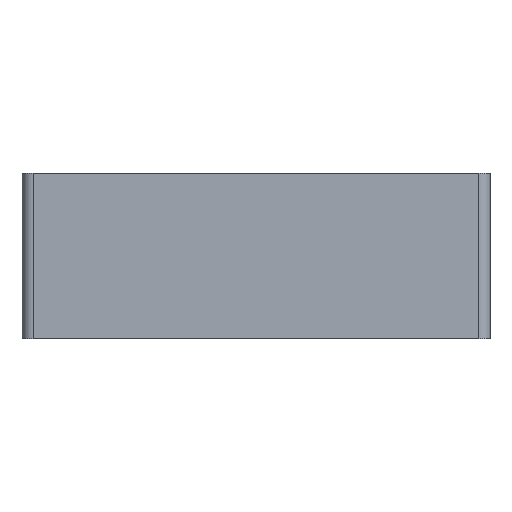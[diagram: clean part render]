
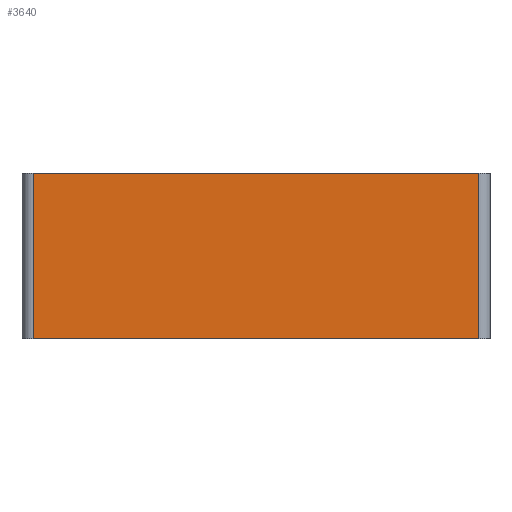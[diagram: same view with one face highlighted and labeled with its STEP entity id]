
A CAD part, front view. The second image highlights one B-rep face of the part: STEP entity #3640.
In plain terms, the highlighted planar face has unit normal (0, -1, 0).
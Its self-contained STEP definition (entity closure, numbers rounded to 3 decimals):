
#127=PLANE('',#3766);
#322=FACE_OUTER_BOUND('',#534,.T.);
#534=EDGE_LOOP('',(#3041,#3042,#3043,#3044));
#782=LINE('',#6653,#1068);
#811=LINE('',#6734,#1097);
#812=LINE('',#6738,#1098);
#813=LINE('',#6739,#1099);
#1068=VECTOR('',#4100,10.);
#1097=VECTOR('',#4171,10.);
#1098=VECTOR('',#4176,10.);
#1099=VECTOR('',#4177,10.);
#1670=VERTEX_POINT('',#6650);
#1671=VERTEX_POINT('',#6652);
#1702=VERTEX_POINT('',#6733);
#1703=VERTEX_POINT('',#6737);
#2163=EDGE_CURVE('',#1670,#1671,#782,.T.);
#2204=EDGE_CURVE('',#1671,#1702,#811,.T.);
#2206=EDGE_CURVE('',#1703,#1670,#812,.T.);
#2207=EDGE_CURVE('',#1703,#1702,#813,.T.);
#3041=ORIENTED_EDGE('',*,*,#2204,.F.);
#3042=ORIENTED_EDGE('',*,*,#2163,.F.);
#3043=ORIENTED_EDGE('',*,*,#2206,.F.);
#3044=ORIENTED_EDGE('',*,*,#2207,.T.);
#3640=ADVANCED_FACE('',(#322),#127,.T.);
#3766=AXIS2_PLACEMENT_3D('',#6736,#4174,#4175);
#4100=DIRECTION('',(1.,0.,0.));
#4171=DIRECTION('',(0.,0.,-1.));
#4174=DIRECTION('center_axis',(0.,-1.,0.));
#4175=DIRECTION('ref_axis',(1.,0.,0.));
#4176=DIRECTION('',(0.,0.,1.));
#4177=DIRECTION('',(1.,0.,0.));
#6650=CARTESIAN_POINT('',(2.,0.,30.));
#6652=CARTESIAN_POINT('',(83.,0.,30.));
#6653=CARTESIAN_POINT('',(0.,0.,30.));
#6733=CARTESIAN_POINT('',(83.,0.,0.));
#6734=CARTESIAN_POINT('',(83.,0.,0.));
#6736=CARTESIAN_POINT('Origin',(0.,0.,0.));
#6737=CARTESIAN_POINT('',(2.,0.,0.));
#6738=CARTESIAN_POINT('',(2.,0.,0.));
#6739=CARTESIAN_POINT('',(0.,0.,0.));
